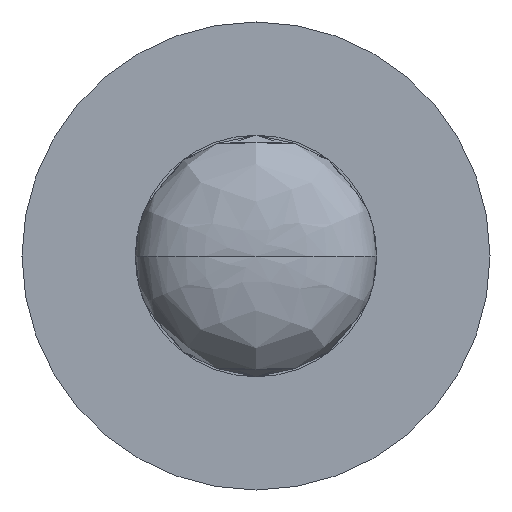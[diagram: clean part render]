
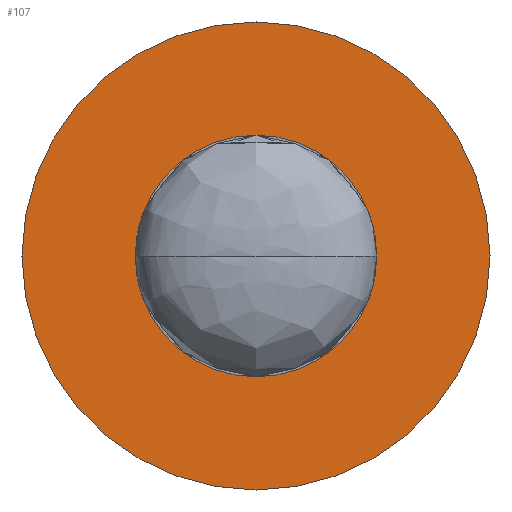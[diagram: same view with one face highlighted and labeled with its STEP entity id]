
A CAD part, front view. The second image highlights one B-rep face of the part: STEP entity #107.
In plain terms, the highlighted planar face has unit normal (0, -1, 0).
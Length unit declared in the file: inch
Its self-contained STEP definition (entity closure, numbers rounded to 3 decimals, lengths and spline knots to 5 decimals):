
#2 = EDGE_LOOP ( 'NONE', ( #350, #39 ) ) ;
#15 = CIRCLE ( 'NONE', #304, 0.09449 ) ;
#22 = CARTESIAN_POINT ( 'NONE',  ( 0., -0.21457, -0.09449 ) ) ;
#23 = EDGE_CURVE ( 'NONE', #83, #431, #399, .T. ) ;
#39 = ORIENTED_EDGE ( 'NONE', *, *, #150, .T. ) ;
#40 = EDGE_CURVE ( 'NONE', #431, #83, #346, .T. ) ;
#57 = DIRECTION ( 'NONE',  ( 0., 0., 1. ) ) ;
#67 = AXIS2_PLACEMENT_3D ( 'NONE', #181, #251, #57 ) ;
#70 = DIRECTION ( 'NONE',  ( 0., 0., 1. ) ) ;
#81 = ORIENTED_EDGE ( 'NONE', *, *, #40, .F. ) ;
#83 = VERTEX_POINT ( 'NONE', #99 ) ;
#93 = VERTEX_POINT ( 'NONE', #22 ) ;
#99 = CARTESIAN_POINT ( 'NONE',  ( 0., -0.21457, 0.18307 ) ) ;
#106 = FACE_BOUND ( 'NONE', #2, .T. ) ;
#107 = ADVANCED_FACE ( 'NONE', ( #183, #106 ), #374, .F. ) ;
#119 = ORIENTED_EDGE ( 'NONE', *, *, #23, .F. ) ;
#122 = EDGE_CURVE ( 'NONE', #168, #93, #133, .T. ) ;
#133 = CIRCLE ( 'NONE', #450, 0.09449 ) ;
#142 = AXIS2_PLACEMENT_3D ( 'NONE', #331, #482, #326 ) ;
#150 = EDGE_CURVE ( 'NONE', #93, #168, #15, .T. ) ;
#152 = CARTESIAN_POINT ( 'NONE',  ( 0.18307, -0.21457, 0. ) ) ;
#168 = VERTEX_POINT ( 'NONE', #343 ) ;
#181 = CARTESIAN_POINT ( 'NONE',  ( 0., -0.21457, 0. ) ) ;
#183 = FACE_OUTER_BOUND ( 'NONE', #205, .T. ) ;
#205 = EDGE_LOOP ( 'NONE', ( #119, #81 ) ) ;
#251 = DIRECTION ( 'NONE',  ( 0., 1., 0. ) ) ;
#271 = DIRECTION ( 'NONE',  ( 0., 0., 1. ) ) ;
#279 = AXIS2_PLACEMENT_3D ( 'NONE', #152, #306, #271 ) ;
#304 = AXIS2_PLACEMENT_3D ( 'NONE', #415, #382, #70 ) ;
#306 = DIRECTION ( 'NONE',  ( 0., 1., 0. ) ) ;
#326 = DIRECTION ( 'NONE',  ( 0., 0., 1. ) ) ;
#331 = CARTESIAN_POINT ( 'NONE',  ( 0., -0.21457, 0. ) ) ;
#337 = DIRECTION ( 'NONE',  ( 0., 1., 0. ) ) ;
#343 = CARTESIAN_POINT ( 'NONE',  ( 0., -0.21457, 0.09449 ) ) ;
#346 = CIRCLE ( 'NONE', #142, 0.18307 ) ;
#350 = ORIENTED_EDGE ( 'NONE', *, *, #122, .T. ) ;
#362 = CARTESIAN_POINT ( 'NONE',  ( 0., -0.21457, -0.18307 ) ) ;
#370 = CARTESIAN_POINT ( 'NONE',  ( 0., -0.21457, 0. ) ) ;
#374 = PLANE ( 'NONE',  #279 ) ;
#382 = DIRECTION ( 'NONE',  ( 0., 1., 0. ) ) ;
#399 = CIRCLE ( 'NONE', #67, 0.18307 ) ;
#415 = CARTESIAN_POINT ( 'NONE',  ( 0., -0.21457, 0. ) ) ;
#431 = VERTEX_POINT ( 'NONE', #362 ) ;
#450 = AXIS2_PLACEMENT_3D ( 'NONE', #370, #337, #453 ) ;
#453 = DIRECTION ( 'NONE',  ( 0., 0., 1. ) ) ;
#482 = DIRECTION ( 'NONE',  ( 0., 1., 0. ) ) ;
